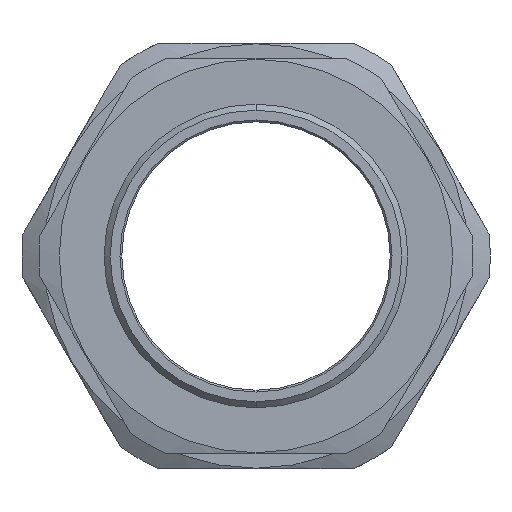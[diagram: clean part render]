
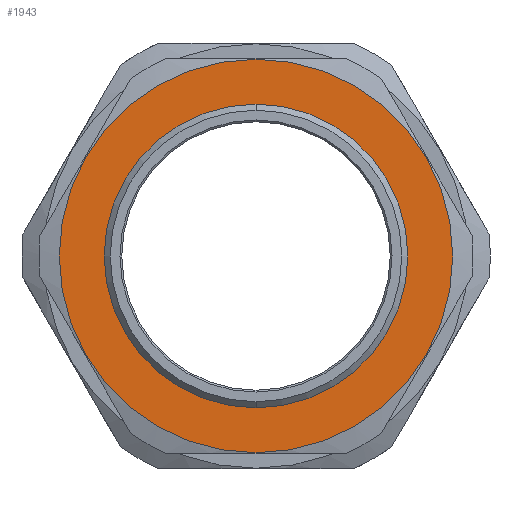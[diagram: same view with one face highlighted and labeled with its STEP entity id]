
A CAD part, left-side view. The second image highlights one B-rep face of the part: STEP entity #1943.
In plain terms, the highlighted planar face has unit normal (-1, 0, 0).
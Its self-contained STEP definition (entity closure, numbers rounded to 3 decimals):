
#43 = CIRCLE ( 'NONE', #909, 32.4 ) ;
#140 = CIRCLE ( 'NONE', #3574, 25. ) ;
#320 = CIRCLE ( 'NONE', #1290, 32.4 ) ;
#324 = AXIS2_PLACEMENT_3D ( 'NONE', #2456, #3703, #1839 ) ;
#392 = CARTESIAN_POINT ( 'NONE',  ( 15., 0., 0. ) ) ;
#478 = CARTESIAN_POINT ( 'NONE',  ( 15., 0., -32.4 ) ) ;
#601 = CARTESIAN_POINT ( 'NONE',  ( 15., 0., 32.4 ) ) ;
#631 = CARTESIAN_POINT ( 'NONE',  ( 15., 0., 0. ) ) ;
#672 = VERTEX_POINT ( 'NONE', #478 ) ;
#694 = VERTEX_POINT ( 'NONE', #951 ) ;
#728 = DIRECTION ( 'NONE',  ( 0., 0., 1. ) ) ;
#868 = PLANE ( 'NONE',  #324 ) ;
#909 = AXIS2_PLACEMENT_3D ( 'NONE', #631, #2862, #960 ) ;
#912 = EDGE_CURVE ( 'NONE', #2447, #694, #1239, .T. ) ;
#951 = CARTESIAN_POINT ( 'NONE',  ( 15., 0., 25. ) ) ;
#960 = DIRECTION ( 'NONE',  ( 0., 0., -1. ) ) ;
#1027 = ORIENTED_EDGE ( 'NONE', *, *, #3341, .F. ) ;
#1031 = DIRECTION ( 'NONE',  ( 1., 0., 0. ) ) ;
#1094 = AXIS2_PLACEMENT_3D ( 'NONE', #3726, #1860, #4014 ) ;
#1213 = ORIENTED_EDGE ( 'NONE', *, *, #2641, .F. ) ;
#1239 = CIRCLE ( 'NONE', #1094, 25. ) ;
#1290 = AXIS2_PLACEMENT_3D ( 'NONE', #2925, #1031, #3235 ) ;
#1700 = FACE_BOUND ( 'NONE', #4071, .T. ) ;
#1839 = DIRECTION ( 'NONE',  ( 0., 0., -1. ) ) ;
#1860 = DIRECTION ( 'NONE',  ( -1., 0., 0. ) ) ;
#1943 = ADVANCED_FACE ( 'NONE', ( #3566, #1700 ), #868, .F. ) ;
#1955 = ORIENTED_EDGE ( 'NONE', *, *, #3770, .F. ) ;
#2447 = VERTEX_POINT ( 'NONE', #3801 ) ;
#2456 = CARTESIAN_POINT ( 'NONE',  ( 15., 0., -36.25 ) ) ;
#2636 = DIRECTION ( 'NONE',  ( -1., 0., 0. ) ) ;
#2641 = EDGE_CURVE ( 'NONE', #694, #2447, #140, .T. ) ;
#2836 = EDGE_LOOP ( 'NONE', ( #1027, #1955 ) ) ;
#2862 = DIRECTION ( 'NONE',  ( 1., 0., 0. ) ) ;
#2925 = CARTESIAN_POINT ( 'NONE',  ( 15., 0., 0. ) ) ;
#3050 = VERTEX_POINT ( 'NONE', #601 ) ;
#3102 = ORIENTED_EDGE ( 'NONE', *, *, #912, .F. ) ;
#3235 = DIRECTION ( 'NONE',  ( 0., 0., -1. ) ) ;
#3341 = EDGE_CURVE ( 'NONE', #672, #3050, #320, .T. ) ;
#3566 = FACE_OUTER_BOUND ( 'NONE', #2836, .T. ) ;
#3574 = AXIS2_PLACEMENT_3D ( 'NONE', #392, #2636, #728 ) ;
#3703 = DIRECTION ( 'NONE',  ( 1., 0., 0. ) ) ;
#3726 = CARTESIAN_POINT ( 'NONE',  ( 15., 0., 0. ) ) ;
#3770 = EDGE_CURVE ( 'NONE', #3050, #672, #43, .T. ) ;
#3801 = CARTESIAN_POINT ( 'NONE',  ( 15., 0., -25. ) ) ;
#4014 = DIRECTION ( 'NONE',  ( 0., 0., 1. ) ) ;
#4071 = EDGE_LOOP ( 'NONE', ( #3102, #1213 ) ) ;
